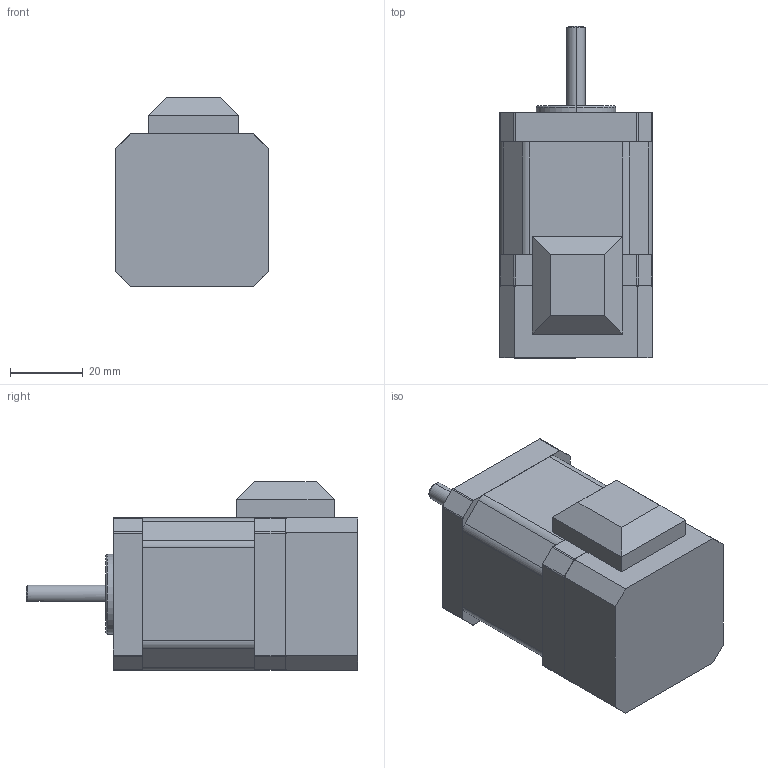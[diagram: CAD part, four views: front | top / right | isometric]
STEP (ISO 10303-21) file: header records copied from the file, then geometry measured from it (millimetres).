
FILE_DESCRIPTION (( 'STEP AP214' ), '1' );
FILE_NAME ('42HS48ES-S.STEP', '2023-10-10T11:54:09', ( '' ), ( '' ), 'SwSTEP 2.0', 'SolidWorks 2021', '' );
FILE_SCHEMA (( 'AUTOMOTIVE_DESIGN' ));
Length unit declared in the file: millimetre
Products named in the file (7): 42HS4813A4.STEP; 42____.STEP; 42__.STEP; 48____.STEP; 42HS48ES-S; M3x40.STEP; 42敕遠綴欶
Assembly tree (9 placements, depth 3):
  42HS48ES-S
    42HS4813A4.STEP
      42____.STEP
      42__.STEP
      48____.STEP
      M3x40.STEP  x4
    42敕遠綴欶
Bounding box: 42 x 91.5 x 52 mm (x, y, z)
Volume: 121581 mm3; surface area: 30025.2 mm2
Topology: 8 solids, 8 shells, 256 faces, 631 edges, 404 vertices
Faces by surface type: cylinder 118, plane 109, torus 12, sphere 8, bspline 8, cone 1
Entity records: 5517 total; most frequent: DIRECTION 983, CARTESIAN_POINT 918, ORIENTED_EDGE 852, EDGE_CURVE 426, AXIS2_PLACEMENT_3D 375, VERTEX_POINT 272, VECTOR 233, LINE 233
